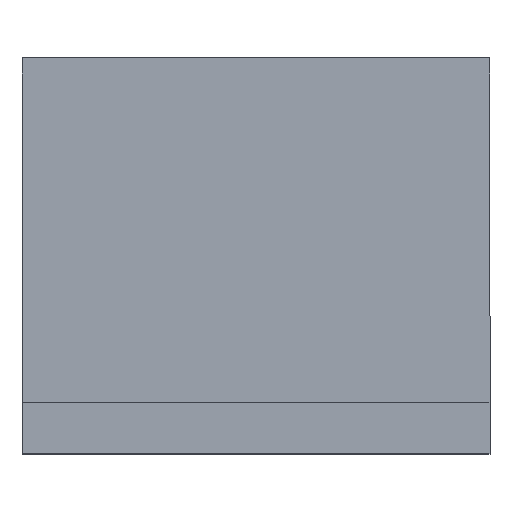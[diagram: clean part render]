
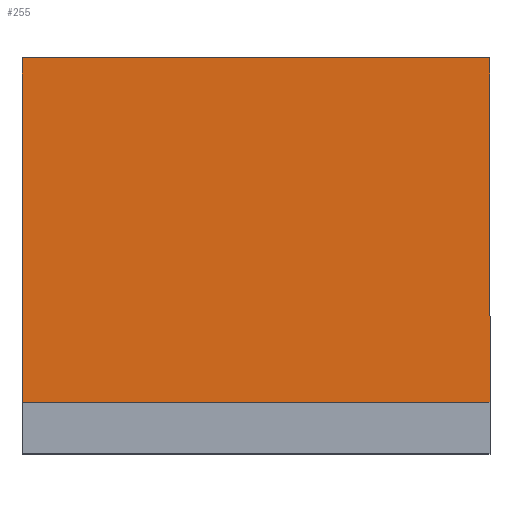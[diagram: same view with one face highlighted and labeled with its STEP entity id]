
A CAD part, top view. The second image highlights one B-rep face of the part: STEP entity #255.
In plain terms, the highlighted planar face has unit normal (0, 0, 1).
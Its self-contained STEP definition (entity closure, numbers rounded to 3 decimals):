
#2 = ORIENTED_EDGE ( 'NONE', *, *, #15, .F. ) ;
#5 = VERTEX_POINT ( 'NONE', #135 ) ;
#8 = VECTOR ( 'NONE', #260, 1000. ) ;
#11 = VERTEX_POINT ( 'NONE', #232 ) ;
#13 = VERTEX_POINT ( 'NONE', #88 ) ;
#15 = EDGE_CURVE ( 'NONE', #11, #149, #191, .T. ) ;
#19 = DIRECTION ( 'NONE',  ( 0., 1., 0. ) ) ;
#24 = DIRECTION ( 'NONE',  ( 0., 0., -1. ) ) ;
#45 = EDGE_LOOP ( 'NONE', ( #113, #2, #201, #226 ) ) ;
#54 = LINE ( 'NONE', #203, #281 ) ;
#71 = CARTESIAN_POINT ( 'NONE',  ( 0., 0., 1.25 ) ) ;
#75 = DIRECTION ( 'NONE',  ( -1., 0., 0. ) ) ;
#88 = CARTESIAN_POINT ( 'NONE',  ( 0., 77., 1.25 ) ) ;
#95 = CARTESIAN_POINT ( 'NONE',  ( 91., 0., 1.25 ) ) ;
#106 = VECTOR ( 'NONE', #19, 1000. ) ;
#111 = DIRECTION ( 'NONE',  ( -1., 0., 0. ) ) ;
#113 = ORIENTED_EDGE ( 'NONE', *, *, #188, .T. ) ;
#125 = CARTESIAN_POINT ( 'NONE',  ( 0., 0., 1.25 ) ) ;
#134 = AXIS2_PLACEMENT_3D ( 'NONE', #125, #24, #265 ) ;
#135 = CARTESIAN_POINT ( 'NONE',  ( 91., 77., 1.25 ) ) ;
#149 = VERTEX_POINT ( 'NONE', #280 ) ;
#164 = FACE_OUTER_BOUND ( 'NONE', #45, .T. ) ;
#172 = LINE ( 'NONE', #95, #106 ) ;
#186 = EDGE_CURVE ( 'NONE', #11, #5, #172, .T. ) ;
#188 = EDGE_CURVE ( 'NONE', #13, #149, #270, .T. ) ;
#191 = LINE ( 'NONE', #277, #251 ) ;
#201 = ORIENTED_EDGE ( 'NONE', *, *, #186, .T. ) ;
#203 = CARTESIAN_POINT ( 'NONE',  ( 0., 77., 1.25 ) ) ;
#222 = PLANE ( 'NONE',  #134 ) ;
#223 = EDGE_CURVE ( 'NONE', #5, #13, #54, .T. ) ;
#226 = ORIENTED_EDGE ( 'NONE', *, *, #223, .T. ) ;
#232 = CARTESIAN_POINT ( 'NONE',  ( 91., 10.089, 1.25 ) ) ;
#251 = VECTOR ( 'NONE', #111, 1000. ) ;
#255 = ADVANCED_FACE ( 'NONE', ( #164 ), #222, .F. ) ;
#260 = DIRECTION ( 'NONE',  ( 0., -1., 0. ) ) ;
#265 = DIRECTION ( 'NONE',  ( -1., 0., 0. ) ) ;
#270 = LINE ( 'NONE', #71, #8 ) ;
#277 = CARTESIAN_POINT ( 'NONE',  ( 0., 10.089, 1.25 ) ) ;
#280 = CARTESIAN_POINT ( 'NONE',  ( 0., 10.089, 1.25 ) ) ;
#281 = VECTOR ( 'NONE', #75, 1000. ) ;
